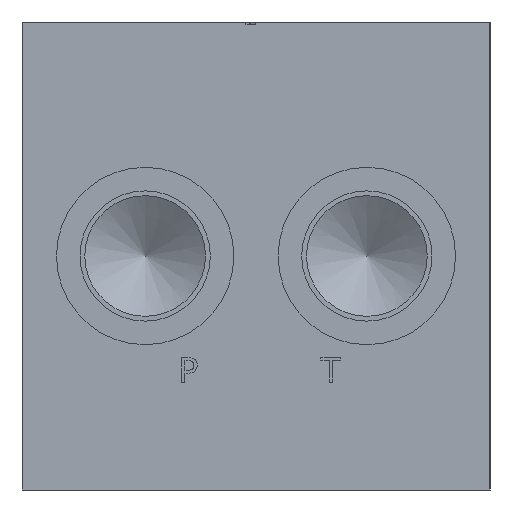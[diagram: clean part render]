
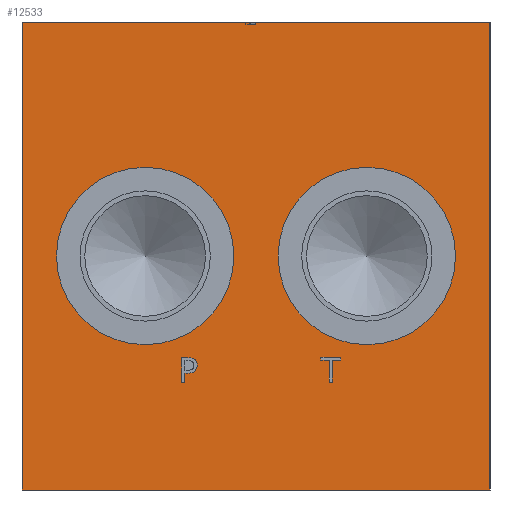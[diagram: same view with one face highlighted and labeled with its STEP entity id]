
A CAD part, left-side view. The second image highlights one B-rep face of the part: STEP entity #12533.
In plain terms, the highlighted planar face has unit normal (-1, 0, 0).
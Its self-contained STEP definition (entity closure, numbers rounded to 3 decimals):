
#496=LINE('',#17779,#1697);
#958=LINE('',#20031,#2159);
#968=LINE('',#20052,#2169);
#985=LINE('',#20086,#2186);
#987=LINE('',#20094,#2188);
#988=LINE('',#20096,#2189);
#989=LINE('',#20097,#2190);
#990=LINE('',#20098,#2191);
#991=LINE('',#20116,#2192);
#992=LINE('',#20118,#2193);
#993=LINE('',#20120,#2194);
#994=LINE('',#20122,#2195);
#995=LINE('',#20124,#2196);
#996=LINE('',#20131,#2197);
#997=LINE('',#20133,#2198);
#998=LINE('',#20135,#2199);
#999=LINE('',#20137,#2200);
#1000=LINE('',#20139,#2201);
#1001=LINE('',#20141,#2202);
#1002=LINE('',#20143,#2203);
#1003=LINE('',#20144,#2204);
#1697=VECTOR('',#14397,95.);
#2159=VECTOR('',#15171,0.6);
#2169=VECTOR('',#15185,1.292);
#2186=VECTOR('',#15218,0.6);
#2188=VECTOR('',#15228,46.174);
#2189=VECTOR('',#15229,95.);
#2190=VECTOR('',#15230,95.);
#2191=VECTOR('',#15231,47.534);
#2192=VECTOR('',#15232,0.563);
#2193=VECTOR('',#15233,1.864);
#2194=VECTOR('',#15234,0.665);
#2195=VECTOR('',#15235,5.);
#2196=VECTOR('',#15236,1.256);
#2197=VECTOR('',#15237,0.665);
#2198=VECTOR('',#15238,4.408);
#2199=VECTOR('',#15239,1.677);
#2200=VECTOR('',#15240,0.592);
#2201=VECTOR('',#15241,4.019);
#2202=VECTOR('',#15242,0.592);
#2203=VECTOR('',#15243,1.677);
#2204=VECTOR('',#15244,4.408);
#2792=B_SPLINE_CURVE_WITH_KNOTS('',2,(#20101,#20102,#20103,#20104),
 .UNSPECIFIED.,.F.,.F.,(3,1,3),(0.,1.,2.),.UNSPECIFIED.);
#2793=B_SPLINE_CURVE_WITH_KNOTS('',2,(#20106,#20107,#20108,#20109),
 .UNSPECIFIED.,.F.,.F.,(3,1,3),(0.,1.,2.),.UNSPECIFIED.);
#2794=B_SPLINE_CURVE_WITH_KNOTS('',2,(#20111,#20112,#20113,#20114),
 .UNSPECIFIED.,.F.,.F.,(3,1,3),(0.,1.,2.),.UNSPECIFIED.);
#2795=B_SPLINE_CURVE_WITH_KNOTS('',2,(#20125,#20126,#20127,#20128),
 .UNSPECIFIED.,.F.,.F.,(3,1,3),(0.,1.,2.),.UNSPECIFIED.);
#3066=FACE_BOUND('',#4950,.T.);
#3067=FACE_BOUND('',#4951,.T.);
#3068=FACE_BOUND('',#4952,.T.);
#3069=FACE_BOUND('',#4953,.T.);
#3534=PLANE('',#13247);
#4135=FACE_OUTER_BOUND('',#4949,.T.);
#4949=EDGE_LOOP('',(#10599,#10600,#10601,#10602,#10603,#10604,#10605,#10606));
#4950=EDGE_LOOP('',(#10607,#10608,#10609,#10610,#10611,#10612,#10613,#10614,
#10615));
#4951=EDGE_LOOP('',(#10616,#10617,#10618,#10619,#10620,#10621,#10622,#10623));
#4952=EDGE_LOOP('',(#10624));
#4953=EDGE_LOOP('',(#10625));
#5536=CIRCLE('',#13248,18.);
#5537=CIRCLE('',#13249,18.);
#5976=VERTEX_POINT('',#17772);
#5979=VERTEX_POINT('',#17777);
#6396=VERTEX_POINT('',#20029);
#6397=VERTEX_POINT('',#20030);
#6406=VERTEX_POINT('',#20050);
#6415=VERTEX_POINT('',#20085);
#6417=VERTEX_POINT('',#20093);
#6418=VERTEX_POINT('',#20095);
#6419=VERTEX_POINT('',#20099);
#6420=VERTEX_POINT('',#20100);
#6421=VERTEX_POINT('',#20105);
#6422=VERTEX_POINT('',#20110);
#6423=VERTEX_POINT('',#20115);
#6424=VERTEX_POINT('',#20117);
#6425=VERTEX_POINT('',#20119);
#6426=VERTEX_POINT('',#20121);
#6427=VERTEX_POINT('',#20123);
#6428=VERTEX_POINT('',#20129);
#6429=VERTEX_POINT('',#20130);
#6430=VERTEX_POINT('',#20132);
#6431=VERTEX_POINT('',#20134);
#6432=VERTEX_POINT('',#20136);
#6433=VERTEX_POINT('',#20138);
#6434=VERTEX_POINT('',#20140);
#6435=VERTEX_POINT('',#20142);
#6436=VERTEX_POINT('',#20145);
#6437=VERTEX_POINT('',#20147);
#7323=EDGE_CURVE('',#5976,#5979,#496,.T.);
#7943=EDGE_CURVE('',#6396,#6397,#958,.T.);
#7954=EDGE_CURVE('',#6397,#6406,#968,.T.);
#7971=EDGE_CURVE('',#6406,#6415,#985,.T.);
#7975=EDGE_CURVE('',#6417,#6415,#987,.T.);
#7976=EDGE_CURVE('',#6418,#6417,#988,.T.);
#7977=EDGE_CURVE('',#6418,#5976,#989,.T.);
#7978=EDGE_CURVE('',#6396,#5979,#990,.T.);
#7979=EDGE_CURVE('',#6419,#6420,#2792,.T.);
#7980=EDGE_CURVE('',#6420,#6421,#2793,.T.);
#7981=EDGE_CURVE('',#6421,#6422,#2794,.T.);
#7982=EDGE_CURVE('',#6422,#6423,#991,.T.);
#7983=EDGE_CURVE('',#6423,#6424,#992,.T.);
#7984=EDGE_CURVE('',#6424,#6425,#993,.T.);
#7985=EDGE_CURVE('',#6425,#6426,#994,.T.);
#7986=EDGE_CURVE('',#6426,#6427,#995,.T.);
#7987=EDGE_CURVE('',#6427,#6419,#2795,.T.);
#7988=EDGE_CURVE('',#6428,#6429,#996,.T.);
#7989=EDGE_CURVE('',#6429,#6430,#997,.T.);
#7990=EDGE_CURVE('',#6430,#6431,#998,.T.);
#7991=EDGE_CURVE('',#6431,#6432,#999,.T.);
#7992=EDGE_CURVE('',#6432,#6433,#1000,.T.);
#7993=EDGE_CURVE('',#6433,#6434,#1001,.T.);
#7994=EDGE_CURVE('',#6434,#6435,#1002,.T.);
#7995=EDGE_CURVE('',#6435,#6428,#1003,.T.);
#7996=EDGE_CURVE('',#6436,#6436,#5536,.T.);
#7997=EDGE_CURVE('',#6437,#6437,#5537,.T.);
#10599=ORIENTED_EDGE('',*,*,#7943,.T.);
#10600=ORIENTED_EDGE('',*,*,#7954,.T.);
#10601=ORIENTED_EDGE('',*,*,#7971,.T.);
#10602=ORIENTED_EDGE('',*,*,#7975,.F.);
#10603=ORIENTED_EDGE('',*,*,#7976,.F.);
#10604=ORIENTED_EDGE('',*,*,#7977,.T.);
#10605=ORIENTED_EDGE('',*,*,#7323,.T.);
#10606=ORIENTED_EDGE('',*,*,#7978,.F.);
#10607=ORIENTED_EDGE('',*,*,#7979,.T.);
#10608=ORIENTED_EDGE('',*,*,#7980,.T.);
#10609=ORIENTED_EDGE('',*,*,#7981,.T.);
#10610=ORIENTED_EDGE('',*,*,#7982,.T.);
#10611=ORIENTED_EDGE('',*,*,#7983,.T.);
#10612=ORIENTED_EDGE('',*,*,#7984,.T.);
#10613=ORIENTED_EDGE('',*,*,#7985,.T.);
#10614=ORIENTED_EDGE('',*,*,#7986,.T.);
#10615=ORIENTED_EDGE('',*,*,#7987,.T.);
#10616=ORIENTED_EDGE('',*,*,#7988,.T.);
#10617=ORIENTED_EDGE('',*,*,#7989,.T.);
#10618=ORIENTED_EDGE('',*,*,#7990,.T.);
#10619=ORIENTED_EDGE('',*,*,#7991,.T.);
#10620=ORIENTED_EDGE('',*,*,#7992,.T.);
#10621=ORIENTED_EDGE('',*,*,#7993,.T.);
#10622=ORIENTED_EDGE('',*,*,#7994,.T.);
#10623=ORIENTED_EDGE('',*,*,#7995,.T.);
#10624=ORIENTED_EDGE('',*,*,#7996,.F.);
#10625=ORIENTED_EDGE('',*,*,#7997,.F.);
#12533=ADVANCED_FACE('',(#4135,#3066,#3067,#3068,#3069),#3534,.T.);
#13247=AXIS2_PLACEMENT_3D('',#20092,#15226,#15227);
#13248=AXIS2_PLACEMENT_3D('',#20146,#15245,#15246);
#13249=AXIS2_PLACEMENT_3D('',#20148,#15247,#15248);
#14397=DIRECTION('',(0.,0.,1.));
#15171=DIRECTION('',(0.,0.,-1.));
#15185=DIRECTION('',(0.,1.,0.));
#15218=DIRECTION('',(0.,0.,1.));
#15226=DIRECTION('center_axis',(-1.,0.,0.));
#15227=DIRECTION('ref_axis',(0.,1.,0.));
#15228=DIRECTION('',(0.,-1.,0.));
#15229=DIRECTION('',(0.,0.,1.));
#15230=DIRECTION('',(0.,-1.,0.));
#15231=DIRECTION('',(0.,-1.,0.));
#15232=DIRECTION('',(0.,1.,0.));
#15233=DIRECTION('',(0.,0.,-1.));
#15234=DIRECTION('',(0.,1.,0.));
#15235=DIRECTION('',(0.,0.,1.));
#15236=DIRECTION('',(0.,-1.,0.));
#15237=DIRECTION('',(0.,1.,0.));
#15238=DIRECTION('',(0.,0.,1.));
#15239=DIRECTION('',(0.,1.,0.));
#15240=DIRECTION('',(0.,0.,1.));
#15241=DIRECTION('',(0.,-1.,0.));
#15242=DIRECTION('',(0.,0.,-1.));
#15243=DIRECTION('',(0.,1.,0.));
#15244=DIRECTION('',(0.,0.,-1.));
#15245=DIRECTION('center_axis',(-1.,0.,0.));
#15246=DIRECTION('ref_axis',(0.,-1.,0.));
#15247=DIRECTION('center_axis',(-1.,0.,0.));
#15248=DIRECTION('ref_axis',(0.,1.,0.));
#17772=CARTESIAN_POINT('',(540.,0.,45.));
#17777=CARTESIAN_POINT('',(540.,0.,140.));
#17779=CARTESIAN_POINT('',(540.,0.,45.));
#20029=CARTESIAN_POINT('',(540.,47.534,140.));
#20030=CARTESIAN_POINT('',(540.,47.534,139.4));
#20031=CARTESIAN_POINT('',(540.,47.534,92.5));
#20050=CARTESIAN_POINT('',(540.,48.826,139.4));
#20052=CARTESIAN_POINT('',(540.,24.077,139.4));
#20085=CARTESIAN_POINT('',(540.,48.826,140.));
#20086=CARTESIAN_POINT('',(540.,48.826,92.5));
#20092=CARTESIAN_POINT('Origin',(540.,0.,45.));
#20093=CARTESIAN_POINT('',(540.,95.,140.));
#20094=CARTESIAN_POINT('',(540.,95.,140.));
#20095=CARTESIAN_POINT('',(540.,95.,45.));
#20096=CARTESIAN_POINT('',(540.,95.,45.));
#20097=CARTESIAN_POINT('',(540.,95.,45.));
#20098=CARTESIAN_POINT('',(540.,95.,140.));
#20099=CARTESIAN_POINT('',(540.,60.013,71.536));
#20100=CARTESIAN_POINT('',(540.,59.417,70.34));
#20101=CARTESIAN_POINT('Ctrl Pts',(540.,60.013,71.536));
#20102=CARTESIAN_POINT('Ctrl Pts',(540.,59.733,71.345));
#20103=CARTESIAN_POINT('Ctrl Pts',(540.,59.417,70.758));
#20104=CARTESIAN_POINT('Ctrl Pts',(540.,59.417,70.34));
#20105=CARTESIAN_POINT('',(540.,59.855,69.23));
#20106=CARTESIAN_POINT('Ctrl Pts',(540.,59.417,70.34));
#20107=CARTESIAN_POINT('Ctrl Pts',(540.,59.417,70.016));
#20108=CARTESIAN_POINT('Ctrl Pts',(540.,59.648,69.433));
#20109=CARTESIAN_POINT('Ctrl Pts',(540.,59.855,69.23));
#20110=CARTESIAN_POINT('',(540.,61.35,68.712));
#20111=CARTESIAN_POINT('Ctrl Pts',(540.,59.855,69.23));
#20112=CARTESIAN_POINT('Ctrl Pts',(540.,60.114,68.975));
#20113=CARTESIAN_POINT('Ctrl Pts',(540.,60.815,68.712));
#20114=CARTESIAN_POINT('Ctrl Pts',(540.,61.35,68.712));
#20115=CARTESIAN_POINT('',(540.,61.913,68.712));
#20116=CARTESIAN_POINT('',(540.,30.675,68.712));
#20117=CARTESIAN_POINT('',(540.,61.913,66.848));
#20118=CARTESIAN_POINT('',(540.,61.913,56.856));
#20119=CARTESIAN_POINT('',(540.,62.577,66.848));
#20120=CARTESIAN_POINT('',(540.,30.956,66.848));
#20121=CARTESIAN_POINT('',(540.,62.577,71.848));
#20122=CARTESIAN_POINT('',(540.,62.577,55.924));
#20123=CARTESIAN_POINT('',(540.,61.321,71.848));
#20124=CARTESIAN_POINT('',(540.,31.289,71.848));
#20125=CARTESIAN_POINT('Ctrl Pts',(540.,61.321,71.848));
#20126=CARTESIAN_POINT('Ctrl Pts',(540.,60.876,71.848));
#20127=CARTESIAN_POINT('Ctrl Pts',(540.,60.252,71.702));
#20128=CARTESIAN_POINT('Ctrl Pts',(540.,60.013,71.536));
#20129=CARTESIAN_POINT('',(540.,31.981,66.902));
#20130=CARTESIAN_POINT('',(540.,32.645,66.902));
#20131=CARTESIAN_POINT('',(540.,15.99,66.902));
#20132=CARTESIAN_POINT('',(540.,32.645,71.31));
#20133=CARTESIAN_POINT('',(540.,32.645,55.951));
#20134=CARTESIAN_POINT('',(540.,34.323,71.31));
#20135=CARTESIAN_POINT('',(540.,16.323,71.31));
#20136=CARTESIAN_POINT('',(540.,34.323,71.902));
#20137=CARTESIAN_POINT('',(540.,34.323,58.155));
#20138=CARTESIAN_POINT('',(540.,30.303,71.902));
#20139=CARTESIAN_POINT('',(540.,17.161,71.902));
#20140=CARTESIAN_POINT('',(540.,30.303,71.31));
#20141=CARTESIAN_POINT('',(540.,30.303,58.451));
#20142=CARTESIAN_POINT('',(540.,31.981,71.31));
#20143=CARTESIAN_POINT('',(540.,15.152,71.31));
#20144=CARTESIAN_POINT('',(540.,31.981,58.155));
#20145=CARTESIAN_POINT('',(540.,88.,92.5));
#20146=CARTESIAN_POINT('Origin',(540.,70.,92.5));
#20147=CARTESIAN_POINT('',(540.,43.,92.5));
#20148=CARTESIAN_POINT('Origin',(540.,25.,92.5));
